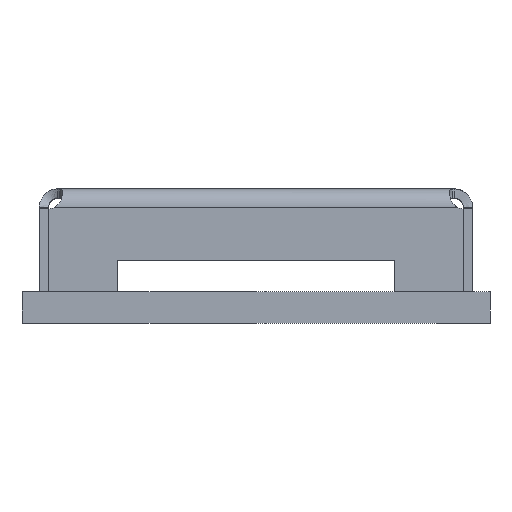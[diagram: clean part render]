
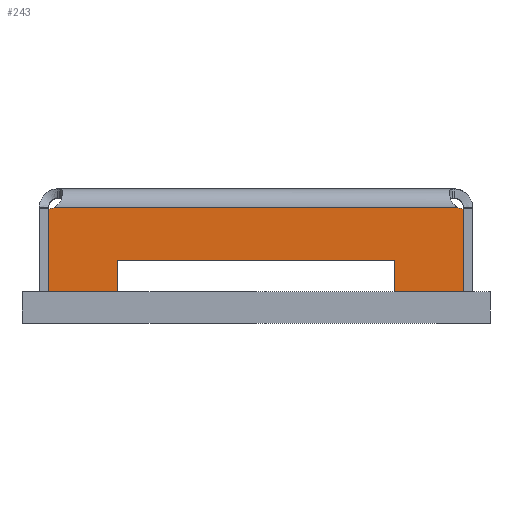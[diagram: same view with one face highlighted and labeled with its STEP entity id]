
A CAD part, front view. The second image highlights one B-rep face of the part: STEP entity #243.
In plain terms, the highlighted planar face has unit normal (0, -1, 0).
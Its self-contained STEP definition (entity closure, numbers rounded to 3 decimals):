
#243=ADVANCED_FACE('',(#4707),#4709,.T.);
#4707=FACE_BOUND('',#4708,.T.);
#4708=EDGE_LOOP('',(#11246,#11247,#11248,#11249,#11250,#11251,#11252,#11253,#11254,
#11255));
#4709=PLANE('',#4710);
#4710=AXIS2_PLACEMENT_3D('',#4711,#4712,#4713);
#4711=CARTESIAN_POINT('',(0.,-9.,4.3));
#4712=DIRECTION('',(0.,-1.,0.));
#4713=DIRECTION('',(0.,0.,-1.));
#11246=ORIENTED_EDGE('',*,*,#13843,.F.);
#11247=ORIENTED_EDGE('',*,*,#13844,.F.);
#11248=ORIENTED_EDGE('',*,*,#13845,.F.);
#11249=ORIENTED_EDGE('',*,*,#13846,.F.);
#11250=ORIENTED_EDGE('',*,*,#13841,.T.);
#11251=ORIENTED_EDGE('',*,*,#13847,.F.);
#11252=ORIENTED_EDGE('',*,*,#13833,.T.);
#11253=ORIENTED_EDGE('',*,*,#13848,.T.);
#11254=ORIENTED_EDGE('',*,*,#13849,.F.);
#11255=ORIENTED_EDGE('',*,*,#13810,.F.);
#13810=EDGE_CURVE('',#15461,#15463,#15464,.T.);
#13833=EDGE_CURVE('',#15504,#15505,#15506,.T.);
#13841=EDGE_CURVE('',#15519,#15517,#15520,.T.);
#13843=EDGE_CURVE('',#15522,#15461,#15523,.T.);
#13844=EDGE_CURVE('',#15524,#15522,#15525,.T.);
#13845=EDGE_CURVE('',#15526,#15524,#15527,.T.);
#13846=EDGE_CURVE('',#15519,#15526,#15528,.T.);
#13847=EDGE_CURVE('',#15504,#15517,#15529,.T.);
#13848=EDGE_CURVE('',#15505,#15530,#15531,.T.);
#13849=EDGE_CURVE('',#15463,#15530,#15532,.T.);
#15461=VERTEX_POINT('',#20978);
#15463=VERTEX_POINT('',#20982);
#15464=LINE('',#20983,#20984);
#15504=VERTEX_POINT('',#21073);
#15505=VERTEX_POINT('',#21074);
#15506=LINE('',#21075,#21076);
#15517=VERTEX_POINT('',#21162);
#15519=VERTEX_POINT('',#21166);
#15520=LINE('',#21167,#21168);
#15522=VERTEX_POINT('',#21173);
#15523=LINE('',#21174,#21175);
#15524=VERTEX_POINT('',#21177);
#15525=LINE('',#21178,#21179);
#15526=VERTEX_POINT('',#21181);
#15527=LINE('',#21182,#21183);
#15528=LINE('',#21185,#21186);
#15529=CIRCLE('',#21188,0.45);
#15530=VERTEX_POINT('',#21192);
#15531=CIRCLE('',#21193,0.45);
#15532=LINE('',#21197,#21198);
#20978=CARTESIAN_POINT('',(-4.45,-9.,1.));
#20982=CARTESIAN_POINT('',(-6.643,-9.,1.));
#20983=CARTESIAN_POINT('',(-4.45,-9.,1.));
#20984=VECTOR('',#20985,1.);
#20985=DIRECTION('',(-1.,0.,0.));
#21073=CARTESIAN_POINT('',(6.466,-9.,3.7));
#21074=CARTESIAN_POINT('',(-6.466,-9.,3.7));
#21075=CARTESIAN_POINT('',(6.466,-9.,3.7));
#21076=VECTOR('',#21077,1.);
#21077=DIRECTION('',(-1.,0.,0.));
#21162=CARTESIAN_POINT('',(6.643,-9.,3.664));
#21166=CARTESIAN_POINT('',(6.643,-9.,1.));
#21167=CARTESIAN_POINT('',(6.643,-9.,1.));
#21168=VECTOR('',#21169,1.);
#21169=DIRECTION('',(0.,0.,1.));
#21173=CARTESIAN_POINT('',(-4.45,-9.,2.));
#21174=CARTESIAN_POINT('',(-4.45,-9.,2.));
#21175=VECTOR('',#21176,1.);
#21176=DIRECTION('',(0.,0.,-1.));
#21177=CARTESIAN_POINT('',(4.45,-9.,2.));
#21178=CARTESIAN_POINT('',(4.45,-9.,2.));
#21179=VECTOR('',#21180,1.);
#21180=DIRECTION('',(-1.,0.,0.));
#21181=CARTESIAN_POINT('',(4.45,-9.,1.));
#21182=CARTESIAN_POINT('',(4.45,-9.,1.));
#21183=VECTOR('',#21184,1.);
#21184=DIRECTION('',(0.,0.,1.));
#21185=CARTESIAN_POINT('',(6.643,-9.,1.));
#21186=VECTOR('',#21187,1.);
#21187=DIRECTION('',(-1.,0.,0.));
#21188=AXIS2_PLACEMENT_3D('',#21189,#21190,#21191);
#21189=CARTESIAN_POINT('',(6.643,-9.,4.114));
#21190=DIRECTION('',(0.,-1.,0.));
#21191=DIRECTION('',(-0.392,0.,-0.92));
#21192=CARTESIAN_POINT('',(-6.643,-9.,3.664));
#21193=AXIS2_PLACEMENT_3D('',#21194,#21195,#21196);
#21194=CARTESIAN_POINT('',(-6.643,-9.,4.114));
#21195=DIRECTION('',(0.,1.,0.));
#21196=DIRECTION('',(0.392,0.,-0.92));
#21197=CARTESIAN_POINT('',(-6.643,-9.,1.));
#21198=VECTOR('',#21199,1.);
#21199=DIRECTION('',(0.,0.,1.));
